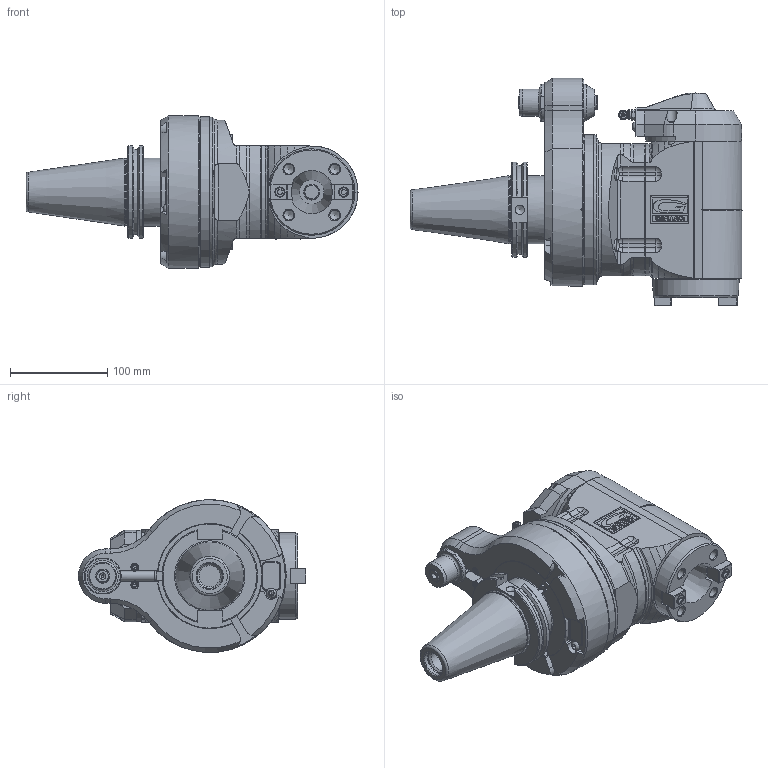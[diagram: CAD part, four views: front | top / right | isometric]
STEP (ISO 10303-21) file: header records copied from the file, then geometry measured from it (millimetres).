
FILE_DESCRIPTION(/* description */ (''),/* implementation_level */ '2;1');
FILE_NAME(/* name */ '9.F90.S40C0-7C50.stp',/* time_stamp */ '2025-01-03T16:04:41-05:00',/* author */ ('jkrenzer'),/* organization */ (''),/* preprocessor_version */ 'ST-DEVELOPER v18.1',/* originating_system */ 'Autodesk Inventor 2022',/* authorisation */ '');
FILE_SCHEMA (('AUTOMOTIVE_DESIGN { 1 0 10303 214 3 1 1 }'));
Products named in the file (3): 9.F90.S40C0-7C50; 9_F90_S40B0; 9_GA3_451_2   (EVO, Type 3, Cat50, 110. 28x26.5P)
Assembly tree (2 placements, depth 2):
  9.F90.S40C0-7C50
    9_F90_S40B0
    9_GA3_451_2   (EVO, Type 3, Cat50, 110. 28x26.5P)
Bounding box: 341.1 x 233.5 x 156.86 mm (x, y, z)
Volume: 3590967.5 mm3; surface area: 377446.4 mm2
Topology: 10 solids, 10 shells, 1065 faces, 2913 edges, 1919 vertices
Faces by surface type: plane 484, cylinder 274, cone 225, torus 49, sphere 22, bspline 11
Full cylindrical faces by diameter (mm): 2.5 x3, 3 x1, 3.2 x2, 3.5 x2, 4 x1, 4.2 x3, 5 x1, 5.3 x2, 6 x2, 6.5 x3, 6.75 x4, 6.9 x1, 8 x6, 8.06 x1, 8.07 x1, 8.5 x4, 8.95 x1, 9.525 x1, 9.87 x1, 10 x6, 10.25 x4, 10.5 x23, 12 x1, 12.5 x1, 13 x4, 13.4 x2, 13.5 x4, 14 x3, 14.5 x1, 16 x1
Entity records: 47660 total; most frequent: CARTESIAN_POINT 21049, ORIENTED_EDGE 5704, DIRECTION 5418, EDGE_CURVE 2852, AXIS2_PLACEMENT_3D 1979, VERTEX_POINT 1919, LINE 1460, VECTOR 1460
